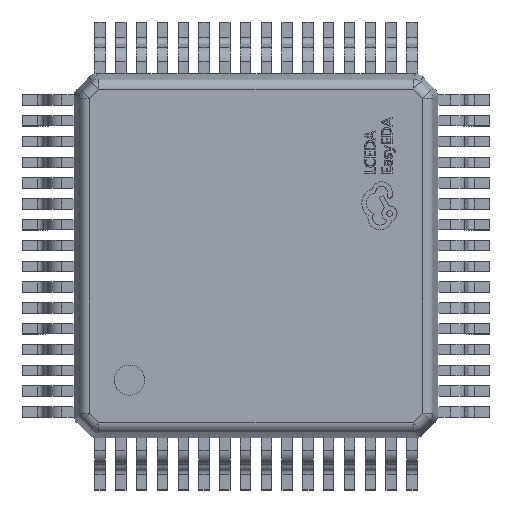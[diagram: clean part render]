
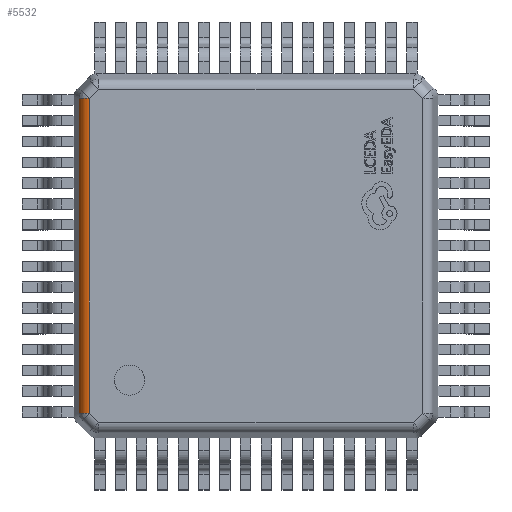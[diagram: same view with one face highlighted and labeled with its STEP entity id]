
A CAD part, top view. The second image highlights one B-rep face of the part: STEP entity #5532.
In plain terms, the highlighted free-form (B-spline) face has degree [2, 1] with [3, 2] control points.
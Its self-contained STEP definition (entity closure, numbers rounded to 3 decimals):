
#2744 = VERTEX_POINT('',#2745);
#2745 = CARTESIAN_POINT('',(-3.205,3.028,
    1.5));
#2750 = EDGE_CURVE('',#2744,#2751,#2753,.T.);
#2751 = VERTEX_POINT('',#2752);
#2752 = CARTESIAN_POINT('',(-3.205,-3.028,
    1.5));
#2753 = B_SPLINE_CURVE_WITH_KNOTS('',1,(#2754,#2755),.UNSPECIFIED.,.F.,
  .F.,(2,2),(-6.123,-0.067),
  .PIECEWISE_BEZIER_KNOTS.);
#2754 = CARTESIAN_POINT('',(-3.205,3.028,
    1.5));
#2755 = CARTESIAN_POINT('',(-3.205,-3.028,
    1.5));
#5287 = VERTEX_POINT('',#5288);
#5288 = CARTESIAN_POINT('',(-3.401,-3.028,
    1.342));
#5293 = EDGE_CURVE('',#5287,#5294,#5296,.T.);
#5294 = VERTEX_POINT('',#5295);
#5295 = CARTESIAN_POINT('',(-3.401,3.028,
    1.342));
#5296 = B_SPLINE_CURVE_WITH_KNOTS('',1,(#5297,#5298),.UNSPECIFIED.,.F.,
  .F.,(2,2),(-6.123,-0.067),
  .PIECEWISE_BEZIER_KNOTS.);
#5297 = CARTESIAN_POINT('',(-3.401,-3.028,
    1.342));
#5298 = CARTESIAN_POINT('',(-3.401,3.028,
    1.342));
#5491 = EDGE_CURVE('',#5287,#2751,#5492,.T.);
#5492 = ( BOUNDED_CURVE() B_SPLINE_CURVE(2,(#5493,#5494,#5495),
.UNSPECIFIED.,.F.,.F.) B_SPLINE_CURVE_WITH_KNOTS((3,3),(3.351,
4.712),.PIECEWISE_BEZIER_KNOTS.) CURVE() 
GEOMETRIC_REPRESENTATION_ITEM() RATIONAL_B_SPLINE_CURVE((1.,
0.777,1.)) REPRESENTATION_ITEM('') );
#5493 = CARTESIAN_POINT('',(-3.401,-3.028,
    1.342));
#5494 = CARTESIAN_POINT('',(-3.367,-3.028,
    1.5));
#5495 = CARTESIAN_POINT('',(-3.205,-3.028,
    1.5));
#5532 = ADVANCED_FACE('',(#5533),#5544,.T.);
#5533 = FACE_BOUND('',#5534,.T.);
#5534 = EDGE_LOOP('',(#5535,#5536,#5537,#5543));
#5535 = ORIENTED_EDGE('',*,*,#5491,.T.);
#5536 = ORIENTED_EDGE('',*,*,#2750,.F.);
#5537 = ORIENTED_EDGE('',*,*,#5538,.F.);
#5538 = EDGE_CURVE('',#5294,#2744,#5539,.T.);
#5539 = ( BOUNDED_CURVE() B_SPLINE_CURVE(2,(#5540,#5541,#5542),
.UNSPECIFIED.,.F.,.F.) B_SPLINE_CURVE_WITH_KNOTS((3,3),(4.922,
6.283),.PIECEWISE_BEZIER_KNOTS.) CURVE() 
GEOMETRIC_REPRESENTATION_ITEM() RATIONAL_B_SPLINE_CURVE((1.,
0.777,1.)) REPRESENTATION_ITEM('') );
#5540 = CARTESIAN_POINT('',(-3.401,3.028,
    1.342));
#5541 = CARTESIAN_POINT('',(-3.367,3.028,
    1.5));
#5542 = CARTESIAN_POINT('',(-3.205,3.028,
    1.5));
#5543 = ORIENTED_EDGE('',*,*,#5293,.F.);
#5544 = ( BOUNDED_SURFACE() B_SPLINE_SURFACE(2,1,(
    (#5545,#5546)
    ,(#5547,#5548)
    ,(#5549,#5550
)),.UNSPECIFIED.,.F.,.F.,.F.) B_SPLINE_SURFACE_WITH_KNOTS((3,3),(2,2),(
    3.142,4.503),(-3.028,3.028),
.PIECEWISE_BEZIER_KNOTS.) GEOMETRIC_REPRESENTATION_ITEM() 
RATIONAL_B_SPLINE_SURFACE((
    (1.,1.)
    ,(0.777,0.777)
,(1.,1.))) REPRESENTATION_ITEM('') SURFACE() );
#5545 = CARTESIAN_POINT('',(-3.205,3.028,
    1.5));
#5546 = CARTESIAN_POINT('',(-3.205,-3.028,
    1.5));
#5547 = CARTESIAN_POINT('',(-3.367,3.028,
    1.5));
#5548 = CARTESIAN_POINT('',(-3.367,-3.028,
    1.5));
#5549 = CARTESIAN_POINT('',(-3.401,3.028,
    1.342));
#5550 = CARTESIAN_POINT('',(-3.401,-3.028,
    1.342));
